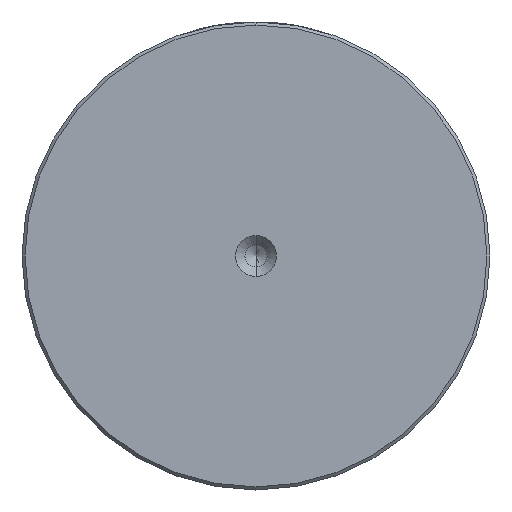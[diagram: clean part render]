
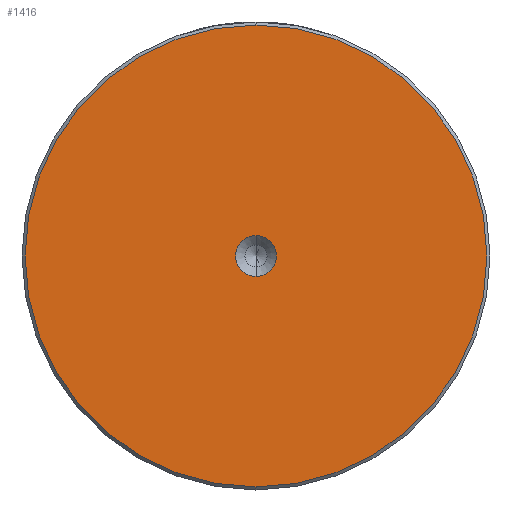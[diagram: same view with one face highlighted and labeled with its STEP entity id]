
A CAD part, left-side view. The second image highlights one B-rep face of the part: STEP entity #1416.
In plain terms, the highlighted planar face has unit normal (-1, 0, 0).
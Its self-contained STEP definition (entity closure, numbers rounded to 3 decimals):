
#14 = FACE_BOUND ( 'NONE', #858, .T. ) ;
#42 = DIRECTION ( 'NONE',  ( -1., 0., 0. ) ) ;
#112 = AXIS2_PLACEMENT_3D ( 'NONE', #3392, #1817, #260 ) ;
#115 = DIRECTION ( 'NONE',  ( -1., 0., 0. ) ) ;
#260 = DIRECTION ( 'NONE',  ( 0., 0., 1. ) ) ;
#563 = DIRECTION ( 'NONE',  ( -1., 0., 0. ) ) ;
#630 = VERTEX_POINT ( 'NONE', #1937 ) ;
#676 = CIRCLE ( 'NONE', #1223, 37.5 ) ;
#706 = CIRCLE ( 'NONE', #2910, 3.3 ) ;
#858 = EDGE_LOOP ( 'NONE', ( #2756, #2432 ) ) ;
#901 = DIRECTION ( 'NONE',  ( -1., 0., 0. ) ) ;
#907 = VERTEX_POINT ( 'NONE', #1642 ) ;
#946 = AXIS2_PLACEMENT_3D ( 'NONE', #2481, #901, #2739 ) ;
#960 = EDGE_CURVE ( 'NONE', #1865, #1435, #3126, .T. ) ;
#1004 = AXIS2_PLACEMENT_3D ( 'NONE', #1604, #42, #1867 ) ;
#1223 = AXIS2_PLACEMENT_3D ( 'NONE', #2136, #563, #2406 ) ;
#1304 = EDGE_LOOP ( 'NONE', ( #2904, #2606 ) ) ;
#1416 = ADVANCED_FACE ( 'NONE', ( #2042, #14 ), #1561, .T. ) ;
#1435 = VERTEX_POINT ( 'NONE', #2559 ) ;
#1561 = PLANE ( 'NONE',  #112 ) ;
#1604 = CARTESIAN_POINT ( 'NONE',  ( 0., 0., 0. ) ) ;
#1642 = CARTESIAN_POINT ( 'NONE',  ( 0., 0., -3.3 ) ) ;
#1677 = CARTESIAN_POINT ( 'NONE',  ( 0., 0., 0. ) ) ;
#1723 = EDGE_CURVE ( 'NONE', #630, #907, #3119, .T. ) ;
#1817 = DIRECTION ( 'NONE',  ( -1., 0., 0. ) ) ;
#1865 = VERTEX_POINT ( 'NONE', #1936 ) ;
#1867 = DIRECTION ( 'NONE',  ( 0., 0., 1. ) ) ;
#1936 = CARTESIAN_POINT ( 'NONE',  ( 0., 0., -37.5 ) ) ;
#1937 = CARTESIAN_POINT ( 'NONE',  ( 0., 0., 3.3 ) ) ;
#1941 = DIRECTION ( 'NONE',  ( 0., 0., 1. ) ) ;
#2042 = FACE_OUTER_BOUND ( 'NONE', #1304, .T. ) ;
#2136 = CARTESIAN_POINT ( 'NONE',  ( 0., 0., 0. ) ) ;
#2234 = EDGE_CURVE ( 'NONE', #1435, #1865, #676, .T. ) ;
#2406 = DIRECTION ( 'NONE',  ( 0., 0., 1. ) ) ;
#2432 = ORIENTED_EDGE ( 'NONE', *, *, #3046, .F. ) ;
#2481 = CARTESIAN_POINT ( 'NONE',  ( 0., 0., 0. ) ) ;
#2559 = CARTESIAN_POINT ( 'NONE',  ( 0., 0., 37.5 ) ) ;
#2606 = ORIENTED_EDGE ( 'NONE', *, *, #2234, .T. ) ;
#2739 = DIRECTION ( 'NONE',  ( 0., 0., 1. ) ) ;
#2756 = ORIENTED_EDGE ( 'NONE', *, *, #1723, .F. ) ;
#2904 = ORIENTED_EDGE ( 'NONE', *, *, #960, .T. ) ;
#2910 = AXIS2_PLACEMENT_3D ( 'NONE', #1677, #115, #1941 ) ;
#3046 = EDGE_CURVE ( 'NONE', #907, #630, #706, .T. ) ;
#3119 = CIRCLE ( 'NONE', #1004, 3.3 ) ;
#3126 = CIRCLE ( 'NONE', #946, 37.5 ) ;
#3392 = CARTESIAN_POINT ( 'NONE',  ( 0., 0., 0. ) ) ;
